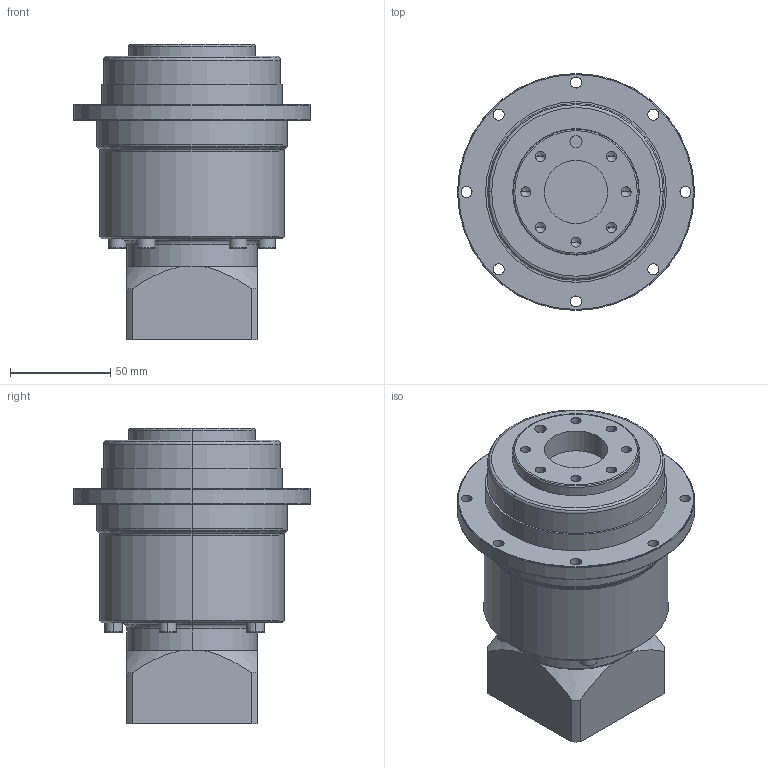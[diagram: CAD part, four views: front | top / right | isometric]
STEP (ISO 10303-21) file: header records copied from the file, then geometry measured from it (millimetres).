
FILE_DESCRIPTION((''),'2;1');
FILE_NAME('00','2022-06-14T16:16:31',('Administrator'),(''),'CREO PARAMETRIC BY PTC INC, 2019010','CREO PARAMETRIC BY PTC INC, 2019010','');
FILE_SCHEMA(('CONFIG_CONTROL_DESIGN'));
Length unit declared in the file: millimetre
Products named in the file (1): 00
Bounding box: 118 x 118 x 147.3 mm (x, y, z)
Volume: 810263.8 mm3; surface area: 77059.5 mm2
Topology: 1 solids, 1 shells, 226 faces, 555 edges, 335 vertices
Faces by surface type: cylinder 78, plane 68, torus 48, cone 32
Entity records: 6773 total; most frequent: CARTESIAN_POINT 1288, DIRECTION 1248, ORIENTED_EDGE 1066, EDGE_CURVE 533, AXIS2_PLACEMENT_3D 512, VERTEX_POINT 335, CIRCLE 286, EDGE_LOOP 268
